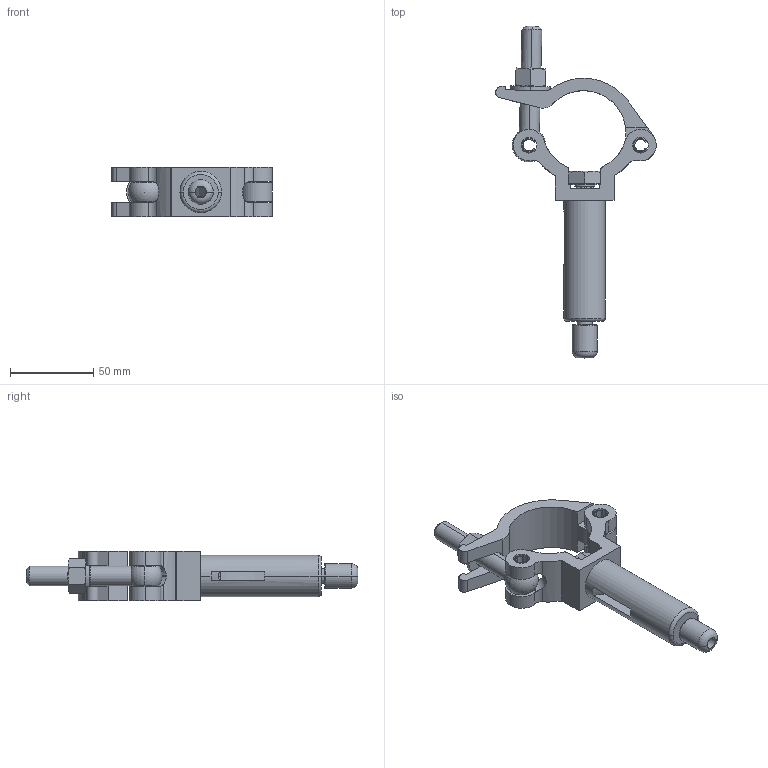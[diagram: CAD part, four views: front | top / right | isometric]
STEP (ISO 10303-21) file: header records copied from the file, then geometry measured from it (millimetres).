
FILE_DESCRIPTION (( 'STEP AP203' ), '1' );
FILE_NAME ('T37654.STEP', '2018-07-20T15:53:35', ( '' ), ( '' ), 'SwSTEP 2.0', 'SolidWorks 2016', '' );
FILE_SCHEMA (( 'CONFIG_CONTROL_DESIGN' ));
Length unit declared in the file: millimetre
Products named in the file (12): A Washer_Bright washer BS 4320 - M12 (Form A); F791; Hex Screw GradeC_Doughty Fastners_ISO 4018 - M12 x 20-WS; TH2006_TH2006 - 30MM WIDE; TH640_TH642; T78005; T37653; TH566; TH2005_TH2005 - 30MM WIDE; TH257_TH384; Hex Nut Style 1 GradeAB_Doughty Fastners_Hexagon Nut ISO - 4032 - M12 - D - S; T37654
Assembly tree (12 placements, depth 3):
  T37654
    TH640_TH642
      TH2006_TH2006 - 30MM WIDE
    TH257_TH384
      TH2005_TH2005 - 30MM WIDE
    F791  x2
    T78005
      TH566
      A Washer_Bright washer BS 4320 - M12 (Form A)
      Hex Nut Style 1 GradeAB_Doughty Fastners_Hexagon Nut ISO - 4032 - M12 - D - S
    Hex Screw GradeC_Doughty Fastners_ISO 4018 - M12 x 20-WS
    T37653
Bounding box: 96.7 x 199.95 x 29.9 mm (x, y, z)
Volume: 100980.8 mm3; surface area: 41810.3 mm2
Topology: 9 solids, 9 shells, 331 faces, 820 edges, 506 vertices
Faces by surface type: cylinder 130, cone 114, plane 78, torus 6, sphere 3
Entity records: 11019 total; most frequent: CARTESIAN_POINT 1994, DIRECTION 1777, ORIENTED_EDGE 1558, EDGE_CURVE 779, AXIS2_PLACEMENT_3D 721, VERTEX_POINT 480, CIRCLE 388, EDGE_LOOP 337
